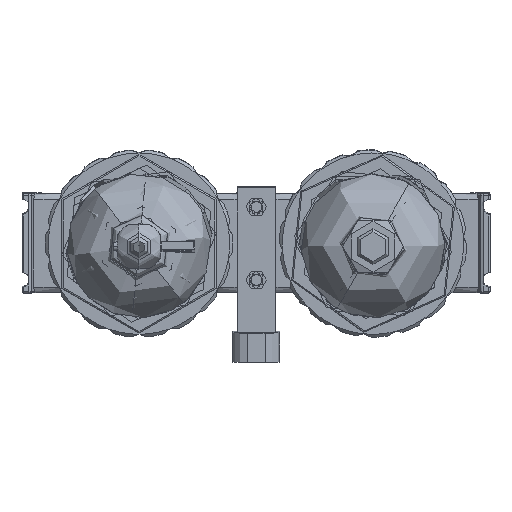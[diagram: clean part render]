
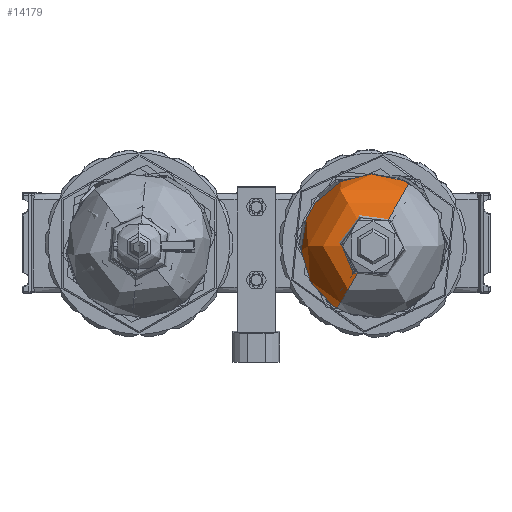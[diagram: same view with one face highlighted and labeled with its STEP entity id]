
A CAD part, front view. The second image highlights one B-rep face of the part: STEP entity #14179.
In plain terms, the highlighted toroidal (fillet/blend) face has major radius 10.306 mm and minor radius 14.3 mm.
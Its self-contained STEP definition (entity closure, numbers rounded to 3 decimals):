
#747 = CARTESIAN_POINT ( 'NONE',  ( 24.43, 210.882, 2.883 ) ) ;
#915 = CARTESIAN_POINT ( 'NONE',  ( 24.431, 210.879, -2.879 ) ) ;
#924 = EDGE_CURVE ( 'NONE', #11183, #40934, #8364, .T. ) ;
#1572 = CARTESIAN_POINT ( 'NONE',  ( 0., 210.106, 24.549 ) ) ;
#2243 = ORIENTED_EDGE ( 'NONE', *, *, #18620, .T. ) ;
#2985 = EDGE_CURVE ( 'NONE', #30544, #9313, #47361, .T. ) ;
#3995 = CARTESIAN_POINT ( 'NONE',  ( 0., 211.272, 0. ) ) ;
#4422 = VERTEX_POINT ( 'NONE', #6745 ) ;
#4430 = CARTESIAN_POINT ( 'NONE',  ( 1.916, 210.985, -24.531 ) ) ;
#4733 = ORIENTED_EDGE ( 'NONE', *, *, #30367, .F. ) ;
#4738 = CARTESIAN_POINT ( 'NONE',  ( 24.487, 210.425, 2.088 ) ) ;
#4905 = CARTESIAN_POINT ( 'NONE',  ( 24.376, 211.272, -3.356 ) ) ;
#5547 = CARTESIAN_POINT ( 'NONE',  ( 1.002, 210.447, 24.556 ) ) ;
#6745 = CARTESIAN_POINT ( 'NONE',  ( 0., 197.079, 10.306 ) ) ;
#7118 = CIRCLE ( 'NONE', #11753, 10.306 ) ;
#7215 = TOROIDAL_SURFACE ( 'NONE', #41262, 10.306, 14.3 ) ;
#7715 = CARTESIAN_POINT ( 'NONE',  ( 24.376, 211.272, -3.356 ) ) ;
#7922 = CARTESIAN_POINT ( 'NONE',  ( 0., 210.106, 24.549 ) ) ;
#7972 = DIRECTION ( 'NONE',  ( 0., 0., -1. ) ) ;
#8261 = CARTESIAN_POINT ( 'NONE',  ( 1.569, 210.744, -24.546 ) ) ;
#8364 = B_SPLINE_CURVE_WITH_KNOTS ( 'NONE', 3,
 ( #48134, #20511, #747, #28444, #4738, #32457, #8715, #36414, #12707, #40405, #16690, #44359, #20689, #48301, #24635, #915, #28626, #4905 ),
 .UNSPECIFIED., .F., .F.,
 ( 4, 2, 2, 2, 2, 2, 2, 2, 4 ),
 ( 0., 0.001, 0.002, 0.003, 0.004, 0.005, 0.005, 0.006, 0.007 ),
 .UNSPECIFIED. ) ;
#8409 = CARTESIAN_POINT ( 'NONE',  ( 2.233, 211.272, -24.504 ) ) ;
#8715 = CARTESIAN_POINT ( 'NONE',  ( 24.522, 210.12, 1.219 ) ) ;
#9313 = VERTEX_POINT ( 'NONE', #33102 ) ;
#9542 = CARTESIAN_POINT ( 'NONE',  ( 1.916, 210.986, 24.531 ) ) ;
#10936 = FACE_OUTER_BOUND ( 'NONE', #29232, .T. ) ;
#11183 = VERTEX_POINT ( 'NONE', #44488 ) ;
#11348 = CARTESIAN_POINT ( 'NONE',  ( 0., 211.379, -10.306 ) ) ;
#11753 = AXIS2_PLACEMENT_3D ( 'NONE', #14018, #41705, #17985 ) ;
#12368 = CIRCLE ( 'NONE', #37122, 24.606 ) ;
#12385 = CARTESIAN_POINT ( 'NONE',  ( 0.808, 210.361, -24.557 ) ) ;
#12630 = DIRECTION ( 'NONE',  ( 0., -1., 0. ) ) ;
#12707 = CARTESIAN_POINT ( 'NONE',  ( 24.537, 209.979, 0.308 ) ) ;
#13746 = CARTESIAN_POINT ( 'NONE',  ( 0., 211.272, 0. ) ) ;
#14018 = CARTESIAN_POINT ( 'NONE',  ( 0., 197.079, 0. ) ) ;
#14179 = ADVANCED_FACE ( 'NONE', ( #10936 ), #7215, .T. ) ;
#15342 = DIRECTION ( 'NONE',  ( 0., 0., 1. ) ) ;
#15360 = EDGE_CURVE ( 'NONE', #30544, #4422, #47930, .T. ) ;
#16392 = CARTESIAN_POINT ( 'NONE',  ( 0.206, 210.153, -24.553 ) ) ;
#16690 = CARTESIAN_POINT ( 'NONE',  ( 24.534, 210.007, -0.61 ) ) ;
#17638 = CIRCLE ( 'NONE', #21164, 24.606 ) ;
#17714 = DIRECTION ( 'NONE',  ( 0., 0., -1. ) ) ;
#17750 = AXIS2_PLACEMENT_3D ( 'NONE', #18938, #46586, #22910 ) ;
#17985 = DIRECTION ( 'NONE',  ( 0., 0., -1. ) ) ;
#18620 = EDGE_CURVE ( 'NONE', #11183, #9313, #17638, .T. ) ;
#18938 = CARTESIAN_POINT ( 'NONE',  ( 0., 211.379, 10.306 ) ) ;
#20511 = CARTESIAN_POINT ( 'NONE',  ( 24.406, 211.065, 3.127 ) ) ;
#20536 = ORIENTED_EDGE ( 'NONE', *, *, #2985, .F. ) ;
#20689 = CARTESIAN_POINT ( 'NONE',  ( 24.513, 210.203, -1.512 ) ) ;
#21164 = AXIS2_PLACEMENT_3D ( 'NONE', #13746, #41435, #17714 ) ;
#21335 = CARTESIAN_POINT ( 'NONE',  ( 0.413, 210.215, 24.556 ) ) ;
#22910 = DIRECTION ( 'NONE',  ( 0., 0., -1. ) ) ;
#24499 = CARTESIAN_POINT ( 'NONE',  ( 2.233, 211.272, -24.504 ) ) ;
#24635 = CARTESIAN_POINT ( 'NONE',  ( 24.472, 210.558, -2.356 ) ) ;
#27833 = EDGE_CURVE ( 'NONE', #51119, #50695, #28338, .T. ) ;
#28338 = CIRCLE ( 'NONE', #44495, 14.3 ) ;
#28444 = CARTESIAN_POINT ( 'NONE',  ( 24.471, 210.563, 2.364 ) ) ;
#28626 = CARTESIAN_POINT ( 'NONE',  ( 24.406, 211.065, -3.127 ) ) ;
#29232 = EDGE_LOOP ( 'NONE', ( #20536, #42025, #4733, #36394, #50234, #31249, #41822, #2243 ) ) ;
#29287 = CARTESIAN_POINT ( 'NONE',  ( 0.809, 210.362, 24.557 ) ) ;
#30367 = EDGE_CURVE ( 'NONE', #50695, #4422, #7118, .T. ) ;
#30544 = VERTEX_POINT ( 'NONE', #7922 ) ;
#31249 = ORIENTED_EDGE ( 'NONE', *, *, #42656, .T. ) ;
#31697 = DIRECTION ( 'NONE',  ( 0., -1., 0. ) ) ;
#31698 = CARTESIAN_POINT ( 'NONE',  ( 0., 210.106, -24.549 ) ) ;
#32457 = CARTESIAN_POINT ( 'NONE',  ( 24.513, 210.203, 1.513 ) ) ;
#33102 = CARTESIAN_POINT ( 'NONE',  ( 2.233, 211.272, 24.504 ) ) ;
#33257 = CARTESIAN_POINT ( 'NONE',  ( 1.563, 210.74, 24.546 ) ) ;
#34926 = EDGE_CURVE ( 'NONE', #36413, #51119, #37485, .T. ) ;
#36114 = CARTESIAN_POINT ( 'NONE',  ( 1.005, 210.449, -24.556 ) ) ;
#36394 = ORIENTED_EDGE ( 'NONE', *, *, #27833, .F. ) ;
#36413 = VERTEX_POINT ( 'NONE', #24499 ) ;
#36414 = CARTESIAN_POINT ( 'NONE',  ( 24.534, 210.008, 0.618 ) ) ;
#37122 = AXIS2_PLACEMENT_3D ( 'NONE', #3995, #31697, #7972 ) ;
#37235 = CARTESIAN_POINT ( 'NONE',  ( 2.233, 211.272, 24.504 ) ) ;
#37485 = B_SPLINE_CURVE_WITH_KNOTS ( 'NONE', 3,
 ( #8409, #4430, #8261, #36114, #12385, #40102, #16392, #44050 ),
 .UNSPECIFIED., .F., .F.,
 ( 4, 2, 2, 4 ),
 ( 0., 0.001, 0.002, 0.003 ),
 .UNSPECIFIED. ) ;
#39059 = DIRECTION ( 'NONE',  ( -1., 0., 0. ) ) ;
#40102 = CARTESIAN_POINT ( 'NONE',  ( 0.409, 210.214, -24.556 ) ) ;
#40163 = CARTESIAN_POINT ( 'NONE',  ( 0., 211.379, 0. ) ) ;
#40327 = DIRECTION ( 'NONE',  ( 0., 0., -1. ) ) ;
#40405 = CARTESIAN_POINT ( 'NONE',  ( 24.537, 209.979, -0.306 ) ) ;
#40934 = VERTEX_POINT ( 'NONE', #7715 ) ;
#41262 = AXIS2_PLACEMENT_3D ( 'NONE', #40163, #12630, #40327 ) ;
#41435 = DIRECTION ( 'NONE',  ( 0., -1., 0. ) ) ;
#41705 = DIRECTION ( 'NONE',  ( 0., -1., 0. ) ) ;
#41822 = ORIENTED_EDGE ( 'NONE', *, *, #924, .F. ) ;
#42025 = ORIENTED_EDGE ( 'NONE', *, *, #15360, .T. ) ;
#42656 = EDGE_CURVE ( 'NONE', #36413, #40934, #12368, .T. ) ;
#44050 = CARTESIAN_POINT ( 'NONE',  ( 0., 210.106, -24.549 ) ) ;
#44359 = CARTESIAN_POINT ( 'NONE',  ( 24.522, 210.118, -1.212 ) ) ;
#44488 = CARTESIAN_POINT ( 'NONE',  ( 24.376, 211.272, 3.356 ) ) ;
#44495 = AXIS2_PLACEMENT_3D ( 'NONE', #11348, #39059, #15342 ) ;
#46586 = DIRECTION ( 'NONE',  ( 1., 0., 0. ) ) ;
#47361 = B_SPLINE_CURVE_WITH_KNOTS ( 'NONE', 3,
 ( #1572, #48935, #21335, #29287, #5547, #33257, #9542, #37235 ),
 .UNSPECIFIED., .F., .F.,
 ( 4, 2, 2, 4 ),
 ( 0.005, 0.005, 0.006, 0.007 ),
 .UNSPECIFIED. ) ;
#47930 = CIRCLE ( 'NONE', #17750, 14.3 ) ;
#48134 = CARTESIAN_POINT ( 'NONE',  ( 24.376, 211.272, 3.356 ) ) ;
#48301 = CARTESIAN_POINT ( 'NONE',  ( 24.488, 210.423, -2.083 ) ) ;
#48615 = CARTESIAN_POINT ( 'NONE',  ( 0., 197.079, -10.306 ) ) ;
#48935 = CARTESIAN_POINT ( 'NONE',  ( 0.207, 210.153, 24.553 ) ) ;
#50234 = ORIENTED_EDGE ( 'NONE', *, *, #34926, .F. ) ;
#50695 = VERTEX_POINT ( 'NONE', #48615 ) ;
#51119 = VERTEX_POINT ( 'NONE', #31698 ) ;
